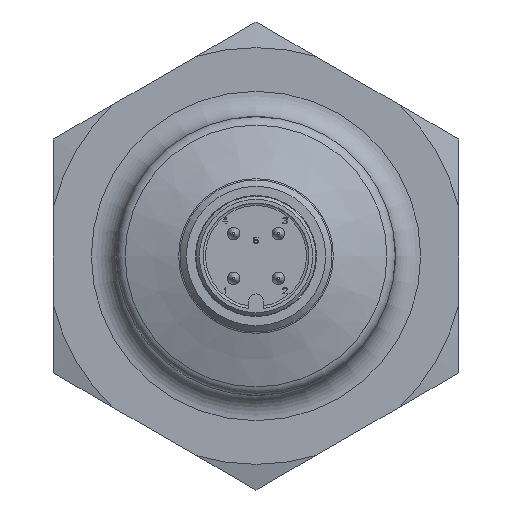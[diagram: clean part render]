
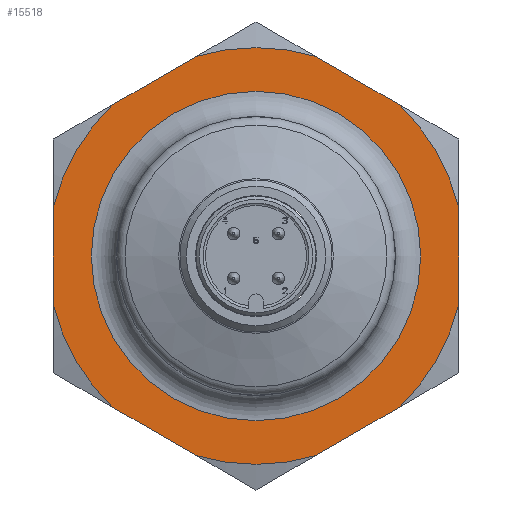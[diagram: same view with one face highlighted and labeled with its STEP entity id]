
A CAD part, front view. The second image highlights one B-rep face of the part: STEP entity #15518.
In plain terms, the highlighted planar face has unit normal (0, -1, 0).
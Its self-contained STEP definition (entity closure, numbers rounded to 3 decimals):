
#206=LINE('',#20035,#1009);
#207=LINE('',#20040,#1010);
#208=LINE('',#20041,#1011);
#209=LINE('',#20042,#1012);
#210=LINE('',#20043,#1013);
#211=LINE('',#20044,#1014);
#1009=VECTOR('',#17314,1000.);
#1010=VECTOR('',#17317,1000.);
#1011=VECTOR('',#17318,1000.);
#1012=VECTOR('',#17319,1000.);
#1013=VECTOR('',#17320,1000.);
#1014=VECTOR('',#17321,1000.);
#2305=PLANE('',#16254);
#3023=ORIENTED_EDGE('',*,*,#6288,.T.);
#3024=ORIENTED_EDGE('',*,*,#6301,.T.);
#3025=ORIENTED_EDGE('',*,*,#6302,.T.);
#3026=ORIENTED_EDGE('',*,*,#6303,.T.);
#3027=ORIENTED_EDGE('',*,*,#6291,.T.);
#3028=ORIENTED_EDGE('',*,*,#6304,.T.);
#3029=ORIENTED_EDGE('',*,*,#6294,.T.);
#3030=ORIENTED_EDGE('',*,*,#6305,.T.);
#3031=ORIENTED_EDGE('',*,*,#6296,.T.);
#3032=ORIENTED_EDGE('',*,*,#6306,.T.);
#3033=ORIENTED_EDGE('',*,*,#6300,.T.);
#3034=ORIENTED_EDGE('',*,*,#6307,.T.);
#3035=ORIENTED_EDGE('',*,*,#6308,.T.);
#6288=EDGE_CURVE('',#7958,#7958,#9054,.F.);
#6291=EDGE_CURVE('',#7959,#7961,#9055,.T.);
#6294=EDGE_CURVE('',#7962,#7964,#9056,.T.);
#6296=EDGE_CURVE('',#7967,#7966,#9057,.T.);
#6300=EDGE_CURVE('',#7968,#7970,#9058,.T.);
#6301=EDGE_CURVE('',#7971,#7972,#206,.T.);
#6302=EDGE_CURVE('',#7972,#7973,#9059,.T.);
#6303=EDGE_CURVE('',#7973,#7959,#207,.T.);
#6304=EDGE_CURVE('',#7961,#7962,#208,.T.);
#6305=EDGE_CURVE('',#7964,#7967,#209,.T.);
#6306=EDGE_CURVE('',#7966,#7968,#210,.T.);
#6307=EDGE_CURVE('',#7970,#7974,#211,.T.);
#6308=EDGE_CURVE('',#7974,#7971,#9060,.T.);
#7958=VERTEX_POINT('',#19981);
#7959=VERTEX_POINT('',#19987);
#7961=VERTEX_POINT('',#19993);
#7962=VERTEX_POINT('',#20000);
#7964=VERTEX_POINT('',#20006);
#7966=VERTEX_POINT('',#20014);
#7967=VERTEX_POINT('',#20016);
#7968=VERTEX_POINT('',#20026);
#7970=VERTEX_POINT('',#20032);
#7971=VERTEX_POINT('',#20036);
#7972=VERTEX_POINT('',#20037);
#7973=VERTEX_POINT('',#20039);
#7974=VERTEX_POINT('',#20045);
#9054=CIRCLE('',#16245,13.);
#9055=CIRCLE('',#16247,16.448);
#9056=CIRCLE('',#16249,16.448);
#9057=CIRCLE('',#16251,16.448);
#9058=CIRCLE('',#16253,16.448);
#9059=CIRCLE('',#16255,16.448);
#9060=CIRCLE('',#16256,16.448);
#9406=EDGE_LOOP('',(#3023));
#9407=EDGE_LOOP('',(#3024,#3025,#3026,#3027,#3028,#3029,#3030,#3031,#3032,
#3033,#3034,#3035));
#10194=FACE_BOUND('',#9406,.T.);
#10195=FACE_BOUND('',#9407,.T.);
#15518=ADVANCED_FACE('',(#10194,#10195),#2305,.T.);
#16245=AXIS2_PLACEMENT_3D('',#19980,#17294,#17295);
#16247=AXIS2_PLACEMENT_3D('',#19994,#17298,#17299);
#16249=AXIS2_PLACEMENT_3D('',#20007,#17302,#17303);
#16251=AXIS2_PLACEMENT_3D('',#20015,#17306,#17307);
#16253=AXIS2_PLACEMENT_3D('',#20033,#17310,#17311);
#16254=AXIS2_PLACEMENT_3D('',#20034,#17312,#17313);
#16255=AXIS2_PLACEMENT_3D('',#20038,#17315,#17316);
#16256=AXIS2_PLACEMENT_3D('',#20046,#17322,#17323);
#17294=DIRECTION('',(0.,-1.,0.));
#17295=DIRECTION('',(0.,0.,-1.));
#17298=DIRECTION('',(0.,-1.,0.));
#17299=DIRECTION('',(0.,0.,-1.));
#17302=DIRECTION('',(0.,-1.,0.));
#17303=DIRECTION('',(0.,0.,-1.));
#17306=DIRECTION('',(0.,-1.,0.));
#17307=DIRECTION('',(0.,0.,-1.));
#17310=DIRECTION('',(0.,-1.,0.));
#17311=DIRECTION('',(0.,0.,-1.));
#17312=DIRECTION('',(0.,-1.,0.));
#17313=DIRECTION('',(0.,0.,-1.));
#17314=DIRECTION('',(0.866,0.,0.5));
#17315=DIRECTION('',(0.,-1.,0.));
#17316=DIRECTION('',(0.,0.,-1.));
#17317=DIRECTION('',(0.,0.,1.));
#17318=DIRECTION('',(-0.866,0.,0.5));
#17319=DIRECTION('',(-0.866,0.,-0.5));
#17320=DIRECTION('',(0.,0.,-1.));
#17321=DIRECTION('',(0.866,0.,-0.5));
#17322=DIRECTION('',(0.,-1.,0.));
#17323=DIRECTION('',(0.,0.,-1.));
#19980=CARTESIAN_POINT('',(0.,3.5,0.));
#19981=CARTESIAN_POINT('',(0.,3.5,-13.));
#19987=CARTESIAN_POINT('',(16.,3.5,3.814));
#19993=CARTESIAN_POINT('',(11.303,3.5,11.949));
#19994=CARTESIAN_POINT('',(0.,3.5,0.));
#20000=CARTESIAN_POINT('',(4.697,3.5,15.764));
#20006=CARTESIAN_POINT('',(-4.697,3.5,15.764));
#20007=CARTESIAN_POINT('',(0.,3.5,0.));
#20014=CARTESIAN_POINT('',(-16.,3.5,3.814));
#20015=CARTESIAN_POINT('',(0.,3.5,0.));
#20016=CARTESIAN_POINT('',(-11.303,3.5,11.949));
#20026=CARTESIAN_POINT('',(-16.,3.5,-3.814));
#20032=CARTESIAN_POINT('',(-11.303,3.5,-11.949));
#20033=CARTESIAN_POINT('',(0.,3.5,0.));
#20034=CARTESIAN_POINT('',(0.,3.5,0.));
#20035=CARTESIAN_POINT('',(0.,3.5,-18.475));
#20036=CARTESIAN_POINT('',(4.697,3.5,-15.764));
#20037=CARTESIAN_POINT('',(11.303,3.5,-11.949));
#20038=CARTESIAN_POINT('',(0.,3.5,0.));
#20039=CARTESIAN_POINT('',(16.,3.5,-3.814));
#20040=CARTESIAN_POINT('',(16.,3.5,-9.238));
#20041=CARTESIAN_POINT('',(16.,3.5,9.238));
#20042=CARTESIAN_POINT('',(0.,3.5,18.475));
#20043=CARTESIAN_POINT('',(-16.,3.5,9.238));
#20044=CARTESIAN_POINT('',(-16.,3.5,-9.238));
#20045=CARTESIAN_POINT('',(-4.697,3.5,-15.764));
#20046=CARTESIAN_POINT('',(0.,3.5,0.));
